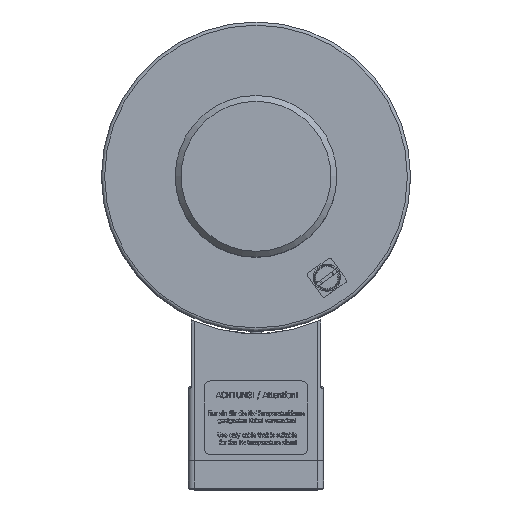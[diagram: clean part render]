
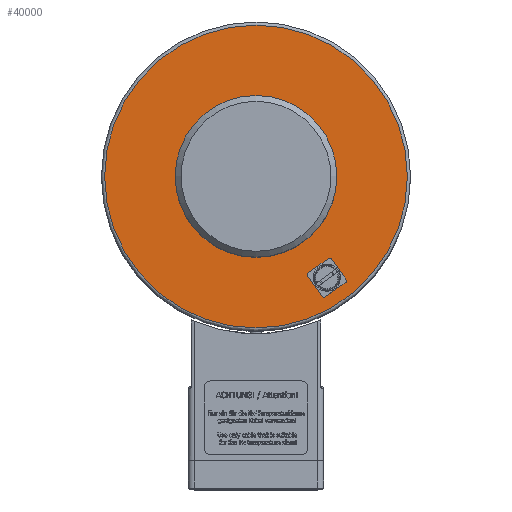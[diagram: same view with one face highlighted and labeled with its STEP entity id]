
A CAD part, top view. The second image highlights one B-rep face of the part: STEP entity #40000.
In plain terms, the highlighted planar face has unit normal (0, 0, 1).
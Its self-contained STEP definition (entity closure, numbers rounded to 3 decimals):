
#4693=LINE('',#72142,#8453);
#4704=LINE('',#72163,#8464);
#4705=LINE('',#72166,#8465);
#4707=LINE('',#72170,#8467);
#4709=LINE('',#72174,#8469);
#4711=LINE('',#72178,#8471);
#4713=LINE('',#72182,#8473);
#4715=LINE('',#72185,#8475);
#8453=VECTOR('',#48703,9.);
#8464=VECTOR('',#48718,0.707);
#8465=VECTOR('',#48721,0.707);
#8467=VECTOR('',#48725,9.);
#8469=VECTOR('',#48729,0.707);
#8471=VECTOR('',#48733,9.);
#8473=VECTOR('',#48737,0.707);
#8475=VECTOR('',#48741,9.);
#11277=PLANE('',#41672);
#11621=FACE_BOUND('',#16150,.T.);
#11622=FACE_BOUND('',#16151,.T.);
#13775=FACE_OUTER_BOUND('',#16149,.T.);
#16149=EDGE_LOOP('',(#37621));
#16150=EDGE_LOOP('',(#37622,#37623,#37624,#37625,#37626,#37627,#37628,#37629));
#16151=EDGE_LOOP('',(#37630));
#16450=CIRCLE('',#41673,51.5);
#16451=CIRCLE('',#41674,27.5);
#20279=VERTEX_POINT('',#72138);
#20281=VERTEX_POINT('',#72141);
#20289=VERTEX_POINT('',#72161);
#20290=VERTEX_POINT('',#72165);
#20291=VERTEX_POINT('',#72169);
#20292=VERTEX_POINT('',#72173);
#20293=VERTEX_POINT('',#72177);
#20294=VERTEX_POINT('',#72181);
#20297=VERTEX_POINT('',#72313);
#20298=VERTEX_POINT('',#72315);
#26064=EDGE_CURVE('',#20281,#20279,#4693,.T.);
#26075=EDGE_CURVE('',#20279,#20289,#4704,.T.);
#26076=EDGE_CURVE('',#20290,#20281,#4705,.T.);
#26078=EDGE_CURVE('',#20291,#20290,#4707,.T.);
#26080=EDGE_CURVE('',#20292,#20291,#4709,.T.);
#26082=EDGE_CURVE('',#20293,#20292,#4711,.T.);
#26084=EDGE_CURVE('',#20294,#20293,#4713,.T.);
#26086=EDGE_CURVE('',#20289,#20294,#4715,.T.);
#26089=EDGE_CURVE('',#20297,#20297,#16450,.T.);
#26090=EDGE_CURVE('',#20298,#20298,#16451,.T.);
#37621=ORIENTED_EDGE('',*,*,#26089,.F.);
#37622=ORIENTED_EDGE('',*,*,#26064,.T.);
#37623=ORIENTED_EDGE('',*,*,#26075,.T.);
#37624=ORIENTED_EDGE('',*,*,#26086,.T.);
#37625=ORIENTED_EDGE('',*,*,#26084,.T.);
#37626=ORIENTED_EDGE('',*,*,#26082,.T.);
#37627=ORIENTED_EDGE('',*,*,#26080,.T.);
#37628=ORIENTED_EDGE('',*,*,#26078,.T.);
#37629=ORIENTED_EDGE('',*,*,#26076,.T.);
#37630=ORIENTED_EDGE('',*,*,#26090,.F.);
#40000=ADVANCED_FACE('',(#13775,#11621,#11622),#11277,.T.);
#41672=AXIS2_PLACEMENT_3D('',#72312,#48746,#48747);
#41673=AXIS2_PLACEMENT_3D('',#72314,#48748,#48749);
#41674=AXIS2_PLACEMENT_3D('',#72316,#48750,#48751);
#48703=DIRECTION('',(-0.819,-0.574,0.));
#48718=DIRECTION('',(-0.985,0.174,0.));
#48721=DIRECTION('',(-0.174,-0.985,0.));
#48725=DIRECTION('',(0.574,-0.819,0.));
#48729=DIRECTION('',(0.985,-0.174,0.));
#48733=DIRECTION('',(0.819,0.574,0.));
#48737=DIRECTION('',(0.174,0.985,0.));
#48741=DIRECTION('',(-0.574,0.819,0.));
#48746=DIRECTION('center_axis',(0.,0.,
1.));
#48747=DIRECTION('ref_axis',(1.,0.,0.));
#48748=DIRECTION('center_axis',(0.,0.,
-1.));
#48749=DIRECTION('ref_axis',(0.,1.,0.));
#48750=DIRECTION('center_axis',(0.,0.,
1.));
#48751=DIRECTION('ref_axis',(-1.,0.,0.));
#72138=CARTESIAN_POINT('',(23.272,-41.081,214.17));
#72141=CARTESIAN_POINT('',(30.644,-35.919,214.17));
#72142=CARTESIAN_POINT('',(41.019,-28.655,214.17));
#72161=CARTESIAN_POINT('',(22.576,-40.958,214.17));
#72163=CARTESIAN_POINT('',(3.928,-37.67,214.17));
#72165=CARTESIAN_POINT('',(30.767,-35.223,214.17));
#72166=CARTESIAN_POINT('',(37.657,3.85,214.17));
#72169=CARTESIAN_POINT('',(25.605,-27.85,214.17));
#72170=CARTESIAN_POINT('',(2.694,4.87,214.17));
#72173=CARTESIAN_POINT('',(24.909,-27.728,214.17));
#72174=CARTESIAN_POINT('',(6.261,-24.439,214.17));
#72177=CARTESIAN_POINT('',(17.536,-32.89,214.17));
#72178=CARTESIAN_POINT('',(31.187,-23.331,214.17));
#72181=CARTESIAN_POINT('',(17.413,-33.586,214.17));
#72182=CARTESIAN_POINT('',(24.426,6.183,214.17));
#72185=CARTESIAN_POINT('',(-2.63,-4.962,214.17));
#72312=CARTESIAN_POINT('Origin',(0.,51.135,
214.17));
#72313=CARTESIAN_POINT('',(0.,51.501,214.17));
#72314=CARTESIAN_POINT('Origin',(0.,0.001,
214.17));
#72315=CARTESIAN_POINT('',(27.5,0.,214.17));
#72316=CARTESIAN_POINT('Origin',(0.,0.,
214.17));
